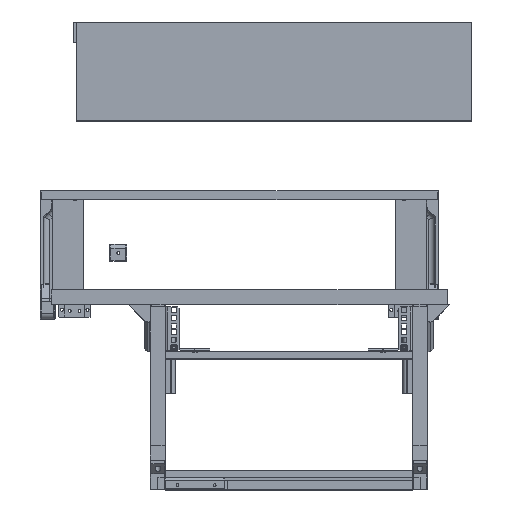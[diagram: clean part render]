
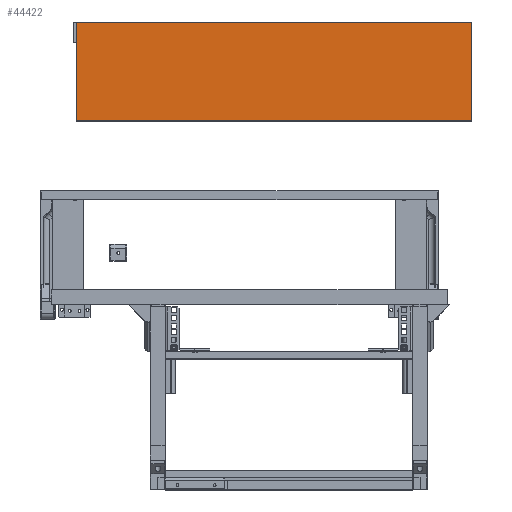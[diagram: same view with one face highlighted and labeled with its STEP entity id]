
A CAD part, top view. The second image highlights one B-rep face of the part: STEP entity #44422.
In plain terms, the highlighted planar face has unit normal (0, 0, 1).
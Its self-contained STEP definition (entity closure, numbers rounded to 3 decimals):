
#2649=PLANE('',#49363);
#5232=FACE_OUTER_BOUND('',#8312,.T.);
#8312=EDGE_LOOP('',(#40503,#40504,#40505,#40506));
#12303=LINE('',#76046,#16329);
#12306=LINE('',#76052,#16332);
#12309=LINE('',#76058,#16335);
#12312=LINE('',#76062,#16338);
#16329=VECTOR('',#62590,10.);
#16332=VECTOR('',#62595,10.);
#16335=VECTOR('',#62600,10.);
#16338=VECTOR('',#62605,10.);
#22224=VERTEX_POINT('',#76043);
#22225=VERTEX_POINT('',#76045);
#22227=VERTEX_POINT('',#76051);
#22229=VERTEX_POINT('',#76057);
#28341=EDGE_CURVE('',#22225,#22224,#12303,.T.);
#28344=EDGE_CURVE('',#22227,#22225,#12306,.T.);
#28347=EDGE_CURVE('',#22229,#22227,#12309,.T.);
#28350=EDGE_CURVE('',#22224,#22229,#12312,.T.);
#40503=ORIENTED_EDGE('',*,*,#28350,.T.);
#40504=ORIENTED_EDGE('',*,*,#28347,.T.);
#40505=ORIENTED_EDGE('',*,*,#28344,.T.);
#40506=ORIENTED_EDGE('',*,*,#28341,.T.);
#44422=ADVANCED_FACE('',(#5232),#2649,.T.);
#49363=AXIS2_PLACEMENT_3D('',#76063,#62606,#62607);
#62590=DIRECTION('',(-1.,0.,0.));
#62595=DIRECTION('',(0.,1.,0.));
#62600=DIRECTION('',(1.,0.,0.));
#62605=DIRECTION('',(0.,-1.,0.));
#62606=DIRECTION('center_axis',(0.,0.,1.));
#62607=DIRECTION('ref_axis',(1.,0.,0.));
#76043=CARTESIAN_POINT('',(50.,550.,990.));
#76045=CARTESIAN_POINT('',(850.,550.,990.));
#76046=CARTESIAN_POINT('',(850.,550.,990.));
#76051=CARTESIAN_POINT('',(850.,350.,990.));
#76052=CARTESIAN_POINT('',(850.,350.,990.));
#76057=CARTESIAN_POINT('',(50.,350.,990.));
#76058=CARTESIAN_POINT('',(50.,350.,990.));
#76062=CARTESIAN_POINT('',(50.,550.,990.));
#76063=CARTESIAN_POINT('Origin',(450.,450.,990.));
